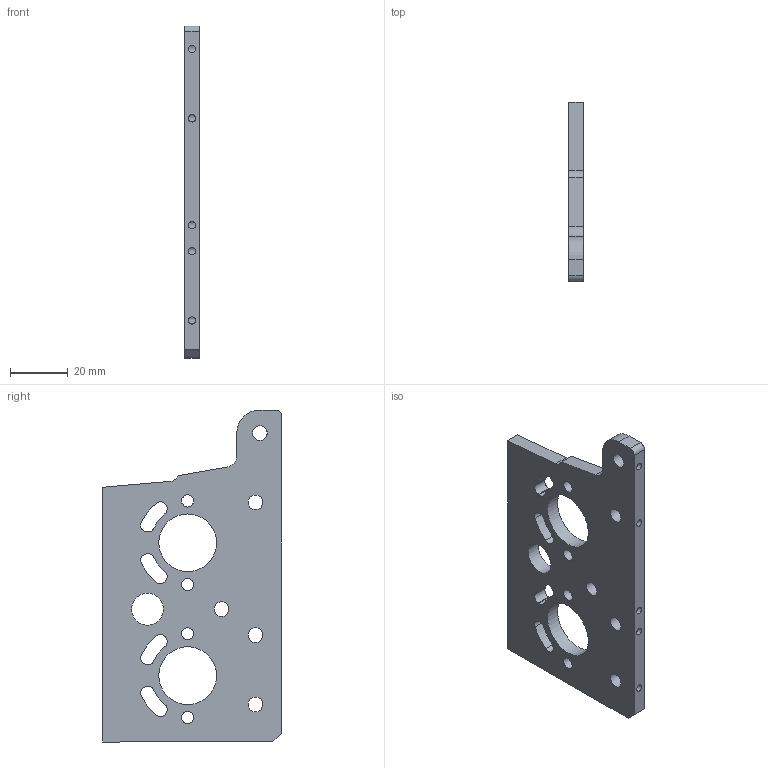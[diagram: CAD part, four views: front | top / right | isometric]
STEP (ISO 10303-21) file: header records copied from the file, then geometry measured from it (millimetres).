
FILE_DESCRIPTION(/* description */ (''),/* implementation_level */ '2;1');
FILE_NAME(/* name */ 'Frame In_V2.step',/* time_stamp */ '2025-07-15T23:34:56+09:00',/* author */ (''),/* organization */ (''),/* preprocessor_version */ 'ST-DEVELOPER v20.1',/* originating_system */ 'Autodesk Translation Framework v14.10.0.0',/* authorisation */ '');
FILE_SCHEMA (('AUTOMOTIVE_DESIGN { 1 0 10303 214 3 1 1 }'));
Length unit declared in the file: millimetre
Products named in the file (1): Frame In
Bounding box: 5 x 62 x 115 mm (x, y, z)
Volume: 24421 mm3; surface area: 13905.6 mm2
Topology: 1 solids, 1 shells, 63 faces, 188 edges, 127 vertices
Faces by surface type: cylinder 45, plane 18
Full cylindrical faces by diameter (mm): 2.529 x5, 4.2 x4, 5.1 x5, 11.05 x1, 20 x2
Entity records: 2434 total; most frequent: CARTESIAN_POINT 549, DIRECTION 391, ORIENTED_EDGE 376, EDGE_CURVE 188, AXIS2_PLACEMENT_3D 149, VERTEX_POINT 127, EDGE_LOOP 105, LINE 93
